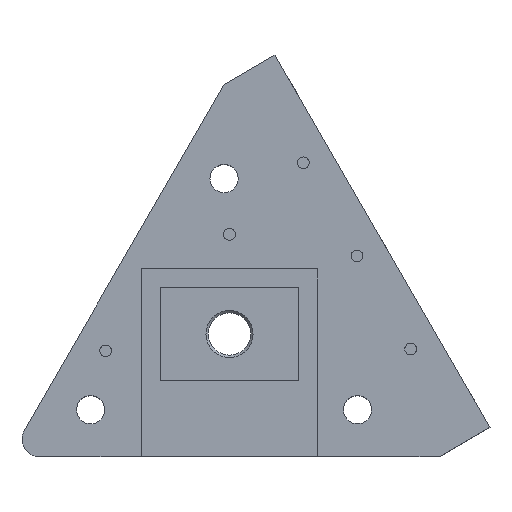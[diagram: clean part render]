
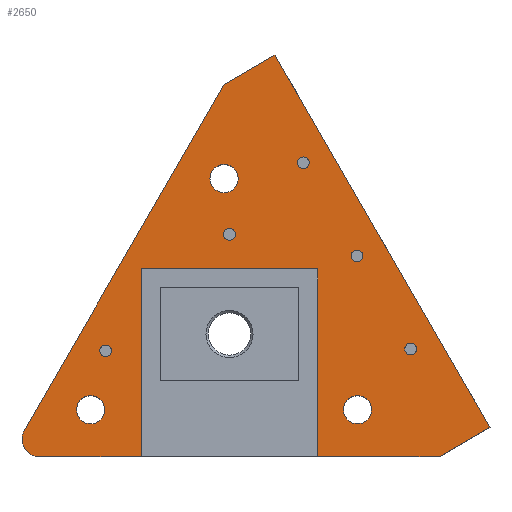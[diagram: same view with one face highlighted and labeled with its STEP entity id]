
A CAD part, top view. The second image highlights one B-rep face of the part: STEP entity #2650.
In plain terms, the highlighted planar face has unit normal (0, 0, 1).
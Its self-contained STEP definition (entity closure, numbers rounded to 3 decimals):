
#25=FACE_BOUND('',#377,.T.);
#26=FACE_BOUND('',#378,.T.);
#27=FACE_BOUND('',#379,.T.);
#28=FACE_BOUND('',#380,.T.);
#29=FACE_BOUND('',#381,.T.);
#30=FACE_BOUND('',#382,.T.);
#31=FACE_BOUND('',#383,.T.);
#32=FACE_BOUND('',#384,.T.);
#93=PLANE('',#2838);
#222=FACE_OUTER_BOUND('',#376,.T.);
#376=EDGE_LOOP('',(#1935,#1936,#1937,#1938,#1939,#1940,#1941,#1942,#1943,
#1944,#1945));
#377=EDGE_LOOP('',(#1946));
#378=EDGE_LOOP('',(#1947));
#379=EDGE_LOOP('',(#1948));
#380=EDGE_LOOP('',(#1949));
#381=EDGE_LOOP('',(#1950));
#382=EDGE_LOOP('',(#1951));
#383=EDGE_LOOP('',(#1952));
#384=EDGE_LOOP('',(#1953));
#580=LINE('',#3835,#884);
#583=LINE('',#3841,#887);
#586=LINE('',#3847,#890);
#589=LINE('',#3853,#893);
#592=LINE('',#3859,#896);
#595=LINE('',#3865,#899);
#598=LINE('',#3871,#902);
#601=LINE('',#3877,#905);
#604=LINE('',#3883,#908);
#607=LINE('',#3887,#911);
#884=VECTOR('',#3093,10.);
#887=VECTOR('',#3098,10.);
#890=VECTOR('',#3103,10.);
#893=VECTOR('',#3108,10.);
#896=VECTOR('',#3113,10.);
#899=VECTOR('',#3118,10.);
#902=VECTOR('',#3123,10.);
#905=VECTOR('',#3128,10.);
#908=VECTOR('',#3133,10.);
#911=VECTOR('',#3138,10.);
#1177=CIRCLE('',#2802,2.5);
#1179=CIRCLE('',#2805,6.);
#1181=CIRCLE('',#2808,2.5);
#1183=CIRCLE('',#2811,6.);
#1185=CIRCLE('',#2814,6.);
#1187=CIRCLE('',#2817,2.5);
#1189=CIRCLE('',#2820,2.5);
#1191=CIRCLE('',#2823,2.5);
#1194=CIRCLE('',#2827,7.5);
#1243=VERTEX_POINT('',#3775);
#1245=VERTEX_POINT('',#3781);
#1247=VERTEX_POINT('',#3787);
#1249=VERTEX_POINT('',#3793);
#1251=VERTEX_POINT('',#3799);
#1253=VERTEX_POINT('',#3805);
#1255=VERTEX_POINT('',#3811);
#1257=VERTEX_POINT('',#3817);
#1261=VERTEX_POINT('',#3826);
#1262=VERTEX_POINT('',#3828);
#1264=VERTEX_POINT('',#3834);
#1266=VERTEX_POINT('',#3840);
#1268=VERTEX_POINT('',#3846);
#1270=VERTEX_POINT('',#3852);
#1272=VERTEX_POINT('',#3858);
#1274=VERTEX_POINT('',#3864);
#1276=VERTEX_POINT('',#3870);
#1278=VERTEX_POINT('',#3876);
#1280=VERTEX_POINT('',#3882);
#1489=EDGE_CURVE('',#1243,#1243,#1177,.T.);
#1492=EDGE_CURVE('',#1245,#1245,#1179,.T.);
#1495=EDGE_CURVE('',#1247,#1247,#1181,.T.);
#1498=EDGE_CURVE('',#1249,#1249,#1183,.T.);
#1501=EDGE_CURVE('',#1251,#1251,#1185,.T.);
#1504=EDGE_CURVE('',#1253,#1253,#1187,.T.);
#1507=EDGE_CURVE('',#1255,#1255,#1189,.T.);
#1510=EDGE_CURVE('',#1257,#1257,#1191,.T.);
#1515=EDGE_CURVE('',#1262,#1261,#1194,.T.);
#1518=EDGE_CURVE('',#1264,#1262,#580,.T.);
#1521=EDGE_CURVE('',#1266,#1264,#583,.T.);
#1524=EDGE_CURVE('',#1268,#1266,#586,.T.);
#1527=EDGE_CURVE('',#1270,#1268,#589,.T.);
#1530=EDGE_CURVE('',#1272,#1270,#592,.T.);
#1533=EDGE_CURVE('',#1274,#1272,#595,.T.);
#1536=EDGE_CURVE('',#1276,#1274,#598,.T.);
#1539=EDGE_CURVE('',#1278,#1276,#601,.T.);
#1542=EDGE_CURVE('',#1280,#1278,#604,.T.);
#1545=EDGE_CURVE('',#1261,#1280,#607,.T.);
#1935=ORIENTED_EDGE('',*,*,#1545,.T.);
#1936=ORIENTED_EDGE('',*,*,#1542,.T.);
#1937=ORIENTED_EDGE('',*,*,#1539,.T.);
#1938=ORIENTED_EDGE('',*,*,#1536,.T.);
#1939=ORIENTED_EDGE('',*,*,#1533,.T.);
#1940=ORIENTED_EDGE('',*,*,#1530,.T.);
#1941=ORIENTED_EDGE('',*,*,#1527,.T.);
#1942=ORIENTED_EDGE('',*,*,#1524,.T.);
#1943=ORIENTED_EDGE('',*,*,#1521,.T.);
#1944=ORIENTED_EDGE('',*,*,#1518,.T.);
#1945=ORIENTED_EDGE('',*,*,#1515,.T.);
#1946=ORIENTED_EDGE('',*,*,#1510,.T.);
#1947=ORIENTED_EDGE('',*,*,#1507,.T.);
#1948=ORIENTED_EDGE('',*,*,#1504,.T.);
#1949=ORIENTED_EDGE('',*,*,#1501,.T.);
#1950=ORIENTED_EDGE('',*,*,#1498,.T.);
#1951=ORIENTED_EDGE('',*,*,#1495,.T.);
#1952=ORIENTED_EDGE('',*,*,#1492,.T.);
#1953=ORIENTED_EDGE('',*,*,#1489,.T.);
#2650=ADVANCED_FACE('',(#222,#25,#26,#27,#28,#29,#30,#31,#32),#93,.T.);
#2802=AXIS2_PLACEMENT_3D('',#3776,#3028,#3029);
#2805=AXIS2_PLACEMENT_3D('',#3782,#3035,#3036);
#2808=AXIS2_PLACEMENT_3D('',#3788,#3042,#3043);
#2811=AXIS2_PLACEMENT_3D('',#3794,#3049,#3050);
#2814=AXIS2_PLACEMENT_3D('',#3800,#3056,#3057);
#2817=AXIS2_PLACEMENT_3D('',#3806,#3063,#3064);
#2820=AXIS2_PLACEMENT_3D('',#3812,#3070,#3071);
#2823=AXIS2_PLACEMENT_3D('',#3818,#3077,#3078);
#2827=AXIS2_PLACEMENT_3D('',#3829,#3087,#3088);
#2838=AXIS2_PLACEMENT_3D('',#3888,#3139,#3140);
#3028=DIRECTION('center_axis',(0.,0.,-1.));
#3029=DIRECTION('ref_axis',(-1.,0.,0.));
#3035=DIRECTION('center_axis',(0.,0.,-1.));
#3036=DIRECTION('ref_axis',(-1.,0.,0.));
#3042=DIRECTION('center_axis',(0.,0.,-1.));
#3043=DIRECTION('ref_axis',(-1.,0.,0.));
#3049=DIRECTION('center_axis',(0.,0.,-1.));
#3050=DIRECTION('ref_axis',(-1.,0.,0.));
#3056=DIRECTION('center_axis',(0.,0.,-1.));
#3057=DIRECTION('ref_axis',(-1.,0.,0.));
#3063=DIRECTION('center_axis',(0.,0.,-1.));
#3064=DIRECTION('ref_axis',(-1.,0.,0.));
#3070=DIRECTION('center_axis',(0.,0.,-1.));
#3071=DIRECTION('ref_axis',(-1.,0.,0.));
#3077=DIRECTION('center_axis',(0.,0.,-1.));
#3078=DIRECTION('ref_axis',(-1.,0.,0.));
#3087=DIRECTION('center_axis',(0.,0.,1.));
#3088=DIRECTION('ref_axis',(-0.866,0.5,0.));
#3093=DIRECTION('',(-0.5,-0.866,0.));
#3098=DIRECTION('',(-0.866,-0.5,0.));
#3103=DIRECTION('',(-0.5,0.866,0.));
#3108=DIRECTION('',(0.866,0.5,0.));
#3113=DIRECTION('',(1.,0.,0.));
#3118=DIRECTION('',(0.,-1.,0.));
#3123=DIRECTION('',(0.,-1.,0.));
#3128=DIRECTION('',(1.,0.,0.));
#3133=DIRECTION('',(0.,1.,0.));
#3138=DIRECTION('',(1.,0.,0.));
#3139=DIRECTION('center_axis',(0.,0.,1.));
#3140=DIRECTION('ref_axis',(-1.,0.,0.));
#3775=CARTESIAN_POINT('',(69.946,95.871,576.832));
#3776=CARTESIAN_POINT('Origin',(67.446,95.871,576.832));
#3781=CARTESIAN_POINT('',(14.428,21.303,576.832));
#3782=CARTESIAN_POINT('Origin',(8.428,21.303,576.832));
#3787=CARTESIAN_POINT('',(124.146,86.669,576.832));
#3788=CARTESIAN_POINT('Origin',(121.646,86.669,576.832));
#3793=CARTESIAN_POINT('',(127.857,21.303,576.832));
#3794=CARTESIAN_POINT('Origin',(121.857,21.303,576.832));
#3799=CARTESIAN_POINT('',(71.143,119.535,576.832));
#3800=CARTESIAN_POINT('Origin',(65.143,119.535,576.832));
#3805=CARTESIAN_POINT('',(17.357,46.303,576.832));
#3806=CARTESIAN_POINT('Origin',(14.857,46.303,576.832));
#3811=CARTESIAN_POINT('',(101.307,126.227,576.832));
#3812=CARTESIAN_POINT('Origin',(98.807,126.227,576.832));
#3817=CARTESIAN_POINT('',(146.985,47.111,576.832));
#3818=CARTESIAN_POINT('Origin',(144.485,47.111,576.832));
#3826=CARTESIAN_POINT('',(-13.222,1.303,576.832));
#3828=CARTESIAN_POINT('',(-19.718,12.553,576.832));
#3829=CARTESIAN_POINT('Origin',(-13.222,8.803,576.832));
#3834=CARTESIAN_POINT('',(65.143,159.535,576.832));
#3835=CARTESIAN_POINT('',(65.143,159.535,576.832));
#3840=CARTESIAN_POINT('',(86.793,172.035,576.832));
#3841=CARTESIAN_POINT('',(86.793,172.035,576.832));
#3846=CARTESIAN_POINT('',(178.149,13.803,576.832));
#3847=CARTESIAN_POINT('',(178.149,13.803,576.832));
#3852=CARTESIAN_POINT('',(156.498,1.303,576.832));
#3853=CARTESIAN_POINT('',(156.498,1.303,576.832));
#3858=CARTESIAN_POINT('',(104.946,1.303,576.832));
#3859=CARTESIAN_POINT('',(104.946,1.303,576.832));
#3864=CARTESIAN_POINT('',(104.946,73.295,576.832));
#3865=CARTESIAN_POINT('',(104.946,73.295,576.832));
#3870=CARTESIAN_POINT('',(104.946,81.295,576.832));
#3871=CARTESIAN_POINT('',(104.946,81.295,576.832));
#3876=CARTESIAN_POINT('',(29.946,81.295,576.832));
#3877=CARTESIAN_POINT('',(29.946,81.295,576.832));
#3882=CARTESIAN_POINT('',(29.946,1.303,576.832));
#3883=CARTESIAN_POINT('',(29.946,1.303,576.832));
#3887=CARTESIAN_POINT('',(-13.222,1.303,576.832));
#3888=CARTESIAN_POINT('Origin',(78.713,86.669,576.832));
